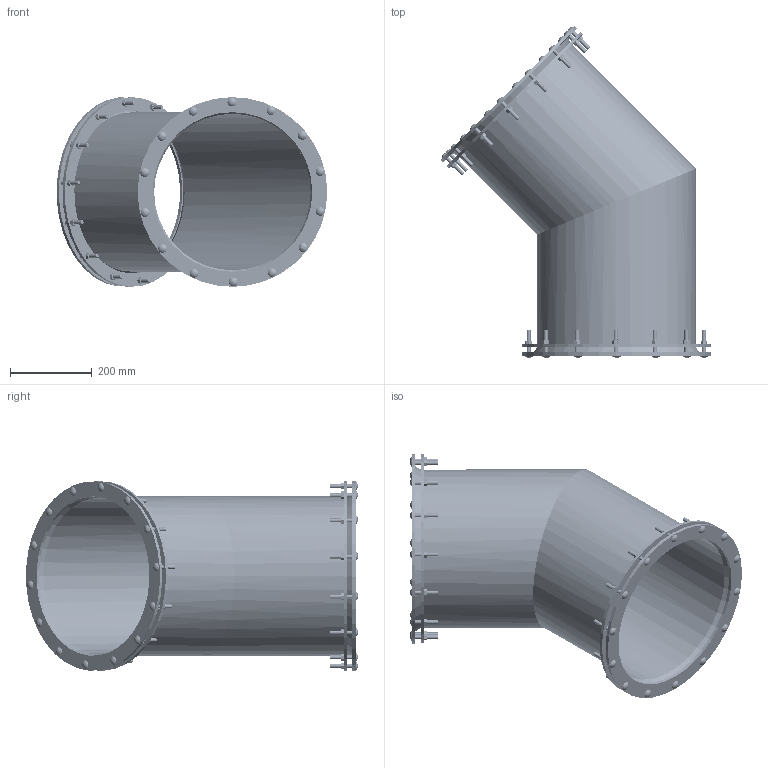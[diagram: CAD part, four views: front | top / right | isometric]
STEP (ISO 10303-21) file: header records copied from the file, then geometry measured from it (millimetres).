
FILE_DESCRIPTION (( 'STEP AP214' ), '1' );
FILE_NAME ('1065-15P.STEP', '2021-02-12T20:43:59', ( '' ), ( '' ), 'SwSTEP 2.0', 'SolidWorks 2021', '' );
FILE_SCHEMA (( 'AUTOMOTIVE_DESIGN' ));
Length unit declared in the file: inch
Products named in the file (6): 21867; 36306; 1065_1065-15P; Coupler Rings_1033-PW1500; Coupler Rings_1031-PL1500; 1065-15P
Assembly tree (61 placements, depth 2):
  1065-15P
    1065_1065-15P
    Coupler Rings_1031-PL1500  x2
    Coupler Rings_1033-PW1500  x2
    21867  x28
    36306  x28
Bounding box: 661.23 x 810.99 x 463.53 mm (x, y, z)
Volume: 4514713.8 mm3; surface area: 2461153.2 mm2
Topology: 89 solids, 89 shells, 4242 faces, 10588 edges, 6580 vertices
Faces by surface type: cylinder 2208, cone 904, plane 822, sphere 224, bspline 84
Entity records: 17278 total; most frequent: CARTESIAN_POINT 9867, ORIENTED_EDGE 1502, DIRECTION 1352, EDGE_CURVE 751, VERTEX_POINT 481, VECTOR 480, LINE 480, AXIS2_PLACEMENT_3D 436
